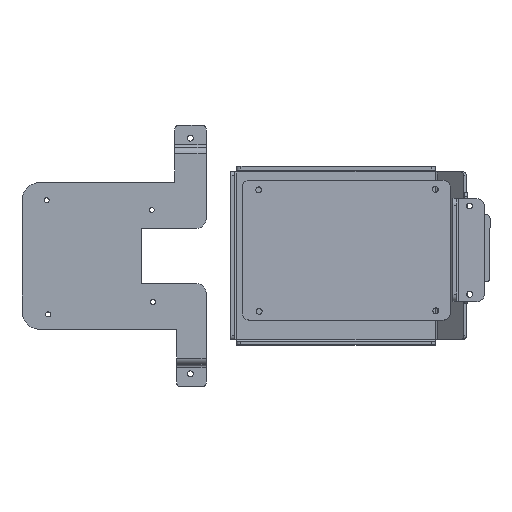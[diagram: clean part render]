
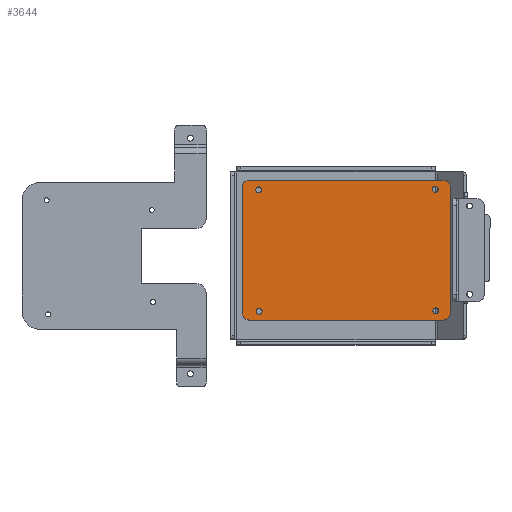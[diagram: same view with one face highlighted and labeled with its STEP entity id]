
A CAD part, top view. The second image highlights one B-rep face of the part: STEP entity #3644.
In plain terms, the highlighted planar face has unit normal (-0.002, 0.005, 1).
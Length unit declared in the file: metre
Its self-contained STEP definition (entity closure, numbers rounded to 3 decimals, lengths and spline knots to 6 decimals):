
#29=ELLIPSE('',#4065,0.0016,0.0016);
#30=ELLIPSE('',#4066,0.0016,0.0016);
#31=ELLIPSE('',#4067,0.0016,0.0016);
#32=ELLIPSE('',#4068,0.0016,0.0016);
#33=ELLIPSE('',#4069,0.0016,0.0016);
#34=ELLIPSE('',#4070,0.0016,0.0016);
#35=ELLIPSE('',#4071,0.0016,0.0016);
#36=ELLIPSE('',#4072,0.0016,0.0016);
#137=FACE_BOUND('',#642,.T.);
#138=FACE_BOUND('',#643,.T.);
#139=FACE_BOUND('',#644,.T.);
#140=FACE_BOUND('',#645,.T.);
#218=PLANE('',#4061);
#386=FACE_OUTER_BOUND('',#641,.T.);
#641=EDGE_LOOP('',(#3306,#3307,#3308,#3309,#3310,#3311,#3312,#3313));
#642=EDGE_LOOP('',(#3314,#3315));
#643=EDGE_LOOP('',(#3316,#3317));
#644=EDGE_LOOP('',(#3318,#3319));
#645=EDGE_LOOP('',(#3320,#3321));
#926=LINE('',#6209,#1208);
#928=LINE('',#6214,#1210);
#930=LINE('',#6222,#1212);
#931=LINE('',#6225,#1213);
#1208=VECTOR('',#5134,1.);
#1210=VECTOR('',#5138,1.);
#1212=VECTOR('',#5146,1.);
#1213=VECTOR('',#5149,1.);
#1430=CIRCLE('',#4058,0.004);
#1431=CIRCLE('',#4062,0.004001);
#1432=CIRCLE('',#4063,0.004);
#1433=CIRCLE('',#4064,0.004);
#1771=VERTEX_POINT('',#6199);
#1772=VERTEX_POINT('',#6201);
#1774=VERTEX_POINT('',#6207);
#1776=VERTEX_POINT('',#6213);
#1777=VERTEX_POINT('',#6217);
#1778=VERTEX_POINT('',#6219);
#1779=VERTEX_POINT('',#6221);
#1780=VERTEX_POINT('',#6223);
#1781=VERTEX_POINT('',#6226);
#1782=VERTEX_POINT('',#6227);
#1783=VERTEX_POINT('',#6230);
#1784=VERTEX_POINT('',#6231);
#1785=VERTEX_POINT('',#6234);
#1786=VERTEX_POINT('',#6235);
#1787=VERTEX_POINT('',#6238);
#1788=VERTEX_POINT('',#6239);
#2286=EDGE_CURVE('',#1772,#1771,#1430,.T.);
#2290=EDGE_CURVE('',#1774,#1771,#926,.T.);
#2292=EDGE_CURVE('',#1772,#1776,#928,.T.);
#2294=EDGE_CURVE('',#1776,#1777,#1431,.T.);
#2295=EDGE_CURVE('',#1774,#1778,#1432,.T.);
#2296=EDGE_CURVE('',#1779,#1778,#930,.T.);
#2297=EDGE_CURVE('',#1779,#1780,#1433,.T.);
#2298=EDGE_CURVE('',#1777,#1780,#931,.T.);
#2299=EDGE_CURVE('',#1781,#1782,#29,.T.);
#2300=EDGE_CURVE('',#1782,#1781,#30,.T.);
#2301=EDGE_CURVE('',#1783,#1784,#31,.T.);
#2302=EDGE_CURVE('',#1784,#1783,#32,.T.);
#2303=EDGE_CURVE('',#1785,#1786,#33,.T.);
#2304=EDGE_CURVE('',#1786,#1785,#34,.T.);
#2305=EDGE_CURVE('',#1787,#1788,#35,.T.);
#2306=EDGE_CURVE('',#1788,#1787,#36,.T.);
#3306=ORIENTED_EDGE('',*,*,#2294,.F.);
#3307=ORIENTED_EDGE('',*,*,#2292,.F.);
#3308=ORIENTED_EDGE('',*,*,#2286,.T.);
#3309=ORIENTED_EDGE('',*,*,#2290,.F.);
#3310=ORIENTED_EDGE('',*,*,#2295,.T.);
#3311=ORIENTED_EDGE('',*,*,#2296,.F.);
#3312=ORIENTED_EDGE('',*,*,#2297,.T.);
#3313=ORIENTED_EDGE('',*,*,#2298,.F.);
#3314=ORIENTED_EDGE('',*,*,#2299,.T.);
#3315=ORIENTED_EDGE('',*,*,#2300,.T.);
#3316=ORIENTED_EDGE('',*,*,#2301,.T.);
#3317=ORIENTED_EDGE('',*,*,#2302,.T.);
#3318=ORIENTED_EDGE('',*,*,#2303,.T.);
#3319=ORIENTED_EDGE('',*,*,#2304,.T.);
#3320=ORIENTED_EDGE('',*,*,#2305,.T.);
#3321=ORIENTED_EDGE('',*,*,#2306,.T.);
#3644=ADVANCED_FACE('',(#386,#137,#138,#139,#140),#218,.T.);
#4058=AXIS2_PLACEMENT_3D('',#6202,#5127,#5128);
#4061=AXIS2_PLACEMENT_3D('',#6216,#5140,#5141);
#4062=AXIS2_PLACEMENT_3D('',#6218,#5142,#5143);
#4063=AXIS2_PLACEMENT_3D('',#6220,#5144,#5145);
#4064=AXIS2_PLACEMENT_3D('',#6224,#5147,#5148);
#4065=AXIS2_PLACEMENT_3D('',#6228,#5150,#5151);
#4066=AXIS2_PLACEMENT_3D('',#6229,#5152,#5153);
#4067=AXIS2_PLACEMENT_3D('',#6232,#5154,#5155);
#4068=AXIS2_PLACEMENT_3D('',#6233,#5156,#5157);
#4069=AXIS2_PLACEMENT_3D('',#6236,#5158,#5159);
#4070=AXIS2_PLACEMENT_3D('',#6237,#5160,#5161);
#4071=AXIS2_PLACEMENT_3D('',#6240,#5162,#5163);
#4072=AXIS2_PLACEMENT_3D('',#6241,#5164,#5165);
#5127=DIRECTION('center_axis',(-0.002,0.005,1.));
#5128=DIRECTION('ref_axis',(0.,-1.,0.005));
#5134=DIRECTION('',(0.,-1.,0.005));
#5138=DIRECTION('',(-1.,0.,-0.002));
#5140=DIRECTION('center_axis',(-0.002,0.005,
1.));
#5141=DIRECTION('ref_axis',(0.,1.,-0.005));
#5142=DIRECTION('center_axis',(0.002,-0.005,
-1.));
#5143=DIRECTION('ref_axis',(0.,-1.,0.005));
#5144=DIRECTION('center_axis',(-0.002,0.005,
1.));
#5145=DIRECTION('ref_axis',(1.,0.,0.002));
#5146=DIRECTION('',(1.,0.,0.002));
#5147=DIRECTION('center_axis',(-0.002,0.005,
1.));
#5148=DIRECTION('ref_axis',(0.,1.,-0.005));
#5149=DIRECTION('',(0.,1.,-0.005));
#5150=DIRECTION('center_axis',(0.002,-0.005,
-1.));
#5151=DIRECTION('ref_axis',(-0.367,0.93,-0.005));
#5152=DIRECTION('center_axis',(0.002,-0.005,
-1.));
#5153=DIRECTION('ref_axis',(-0.367,0.93,-0.005));
#5154=DIRECTION('center_axis',(0.002,-0.005,
-1.));
#5155=DIRECTION('ref_axis',(-0.367,0.93,-0.005));
#5156=DIRECTION('center_axis',(0.002,-0.005,
-1.));
#5157=DIRECTION('ref_axis',(-0.367,0.93,-0.005));
#5158=DIRECTION('center_axis',(0.002,-0.005,
-1.));
#5159=DIRECTION('ref_axis',(-0.367,0.93,-0.005));
#5160=DIRECTION('center_axis',(0.002,-0.005,
-1.));
#5161=DIRECTION('ref_axis',(-0.367,0.93,-0.005));
#5162=DIRECTION('center_axis',(0.002,-0.005,
-1.));
#5163=DIRECTION('ref_axis',(-0.367,0.93,-0.005));
#5164=DIRECTION('center_axis',(0.002,-0.005,
-1.));
#5165=DIRECTION('ref_axis',(-0.367,0.93,-0.005));
#6199=CARTESIAN_POINT('',(0.0578,-0.140187,0.026126));
#6201=CARTESIAN_POINT('',(0.0538,-0.144187,0.026138));
#6202=CARTESIAN_POINT('Origin',(0.0538,-0.140187,0.026118));
#6207=CARTESIAN_POINT('',(0.0578,-0.072188,0.025791));
#6209=CARTESIAN_POINT('',(0.0578,-0.106188,0.025959));
#6213=CARTESIAN_POINT('',(-0.051198,-0.144188,0.025934));
#6214=CARTESIAN_POINT('',(-0.0057,-0.144188,0.026023));
#6216=CARTESIAN_POINT('Origin',(-0.0102,-0.106188,
0.025827));
#6217=CARTESIAN_POINT('',(-0.0552,-0.140187,0.025907));
#6218=CARTESIAN_POINT('Origin',(-0.051198,-0.140187,
0.025915));
#6219=CARTESIAN_POINT('',(0.0538,-0.068188,0.025764));
#6220=CARTESIAN_POINT('Origin',(0.0538,-0.072188,0.025784));
#6221=CARTESIAN_POINT('',(-0.0512,-0.068189,0.02556));
#6222=CARTESIAN_POINT('',(-0.0057,-0.068189,0.025648));
#6223=CARTESIAN_POINT('',(-0.0552,-0.072189,0.025572));
#6224=CARTESIAN_POINT('Origin',(-0.0512,-0.072189,
0.02558));
#6225=CARTESIAN_POINT('',(-0.0552,-0.106189,0.025739));
#6226=CARTESIAN_POINT('',(-0.045663,-0.074982,0.025604));
#6227=CARTESIAN_POINT('',(-0.044649,-0.073494,0.025599));
#6228=CARTESIAN_POINT('Origin',(-0.046249,-0.073494,
0.025596));
#6229=CARTESIAN_POINT('Origin',(-0.046249,-0.073494,
0.025596));
#6230=CARTESIAN_POINT('',(-0.045441,-0.140982,0.02593));
#6231=CARTESIAN_POINT('',(-0.044428,-0.139493,0.025924));
#6232=CARTESIAN_POINT('Origin',(-0.046028,-0.139493,
0.025921));
#6233=CARTESIAN_POINT('Origin',(-0.046028,-0.139493,
0.025921));
#6234=CARTESIAN_POINT('',(0.050558,-0.14066,0.026114));
#6235=CARTESIAN_POINT('',(0.051571,-0.139171,0.026109));
#6236=CARTESIAN_POINT('Origin',(0.049971,-0.139171,0.026106));
#6237=CARTESIAN_POINT('Origin',(0.049971,-0.139171,0.026106));
#6238=CARTESIAN_POINT('',(0.050337,-0.07466,0.025789));
#6239=CARTESIAN_POINT('',(0.05135,-0.073172,0.025784));
#6240=CARTESIAN_POINT('Origin',(0.04975,-0.073172,0.025781));
#6241=CARTESIAN_POINT('Origin',(0.04975,-0.073172,0.025781));
